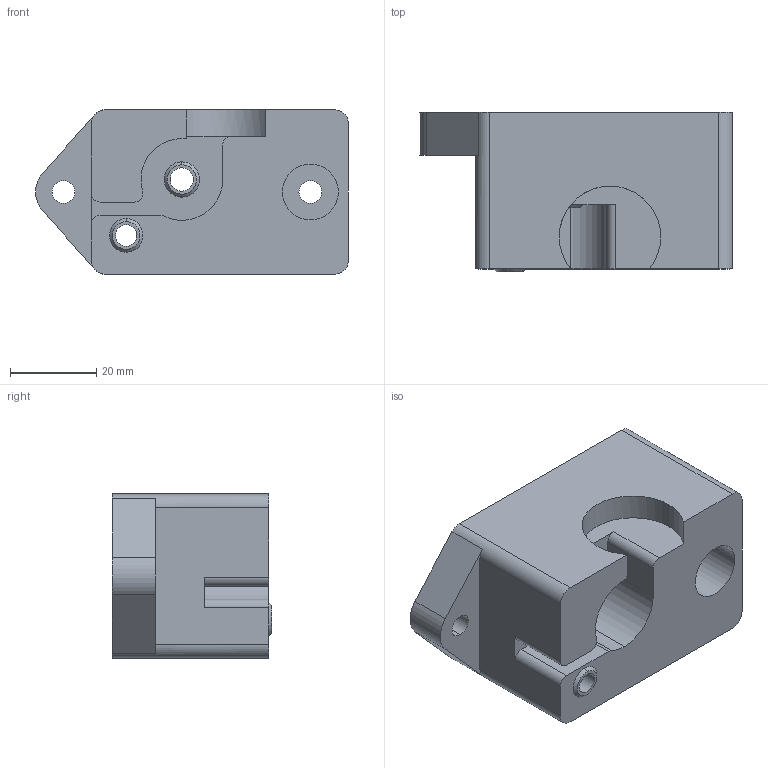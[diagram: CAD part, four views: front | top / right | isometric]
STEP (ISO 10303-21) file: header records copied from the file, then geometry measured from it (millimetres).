
FILE_DESCRIPTION (( 'STEP AP214' ), '1' );
FILE_NAME ('Cross Corner 2A.STEP', '2021-07-03T02:13:15', ( '' ), ( '' ), 'SwSTEP 2.0', 'SolidWorks 2018', '' );
FILE_SCHEMA (( 'AUTOMOTIVE_DESIGN' ));
Length unit declared in the file: millimetre
Products named in the file (1): Cross Corner 2A
Bounding box: 72.66 x 37.1 x 38.19 mm (x, y, z)
Volume: 69397.9 mm3; surface area: 16305.4 mm2
Topology: 1 solids, 1 shells, 133 faces, 355 edges, 229 vertices
Faces by surface type: plane 72, cylinder 57, cone 4
Entity records: 4209 total; most frequent: DIRECTION 757, CARTESIAN_POINT 718, ORIENTED_EDGE 710, EDGE_CURVE 355, AXIS2_PLACEMENT_3D 268, VERTEX_POINT 229, VECTOR 221, LINE 221
